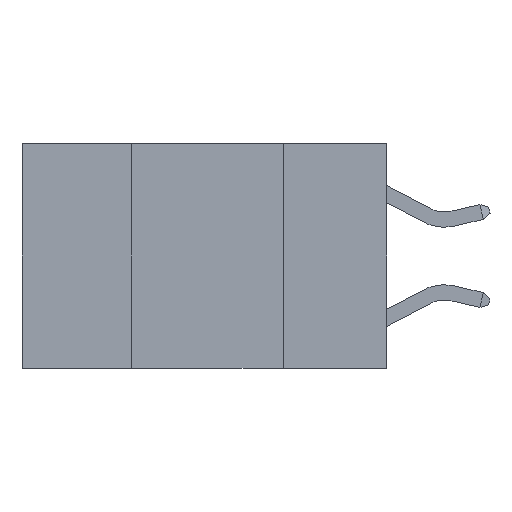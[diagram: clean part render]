
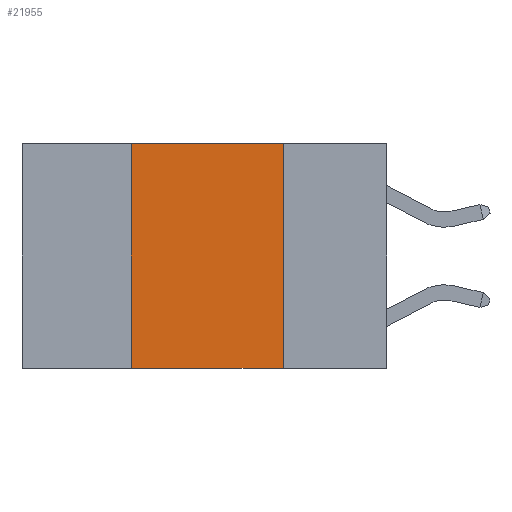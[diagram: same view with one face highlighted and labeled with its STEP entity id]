
A CAD part, left-side view. The second image highlights one B-rep face of the part: STEP entity #21955.
In plain terms, the highlighted planar face has unit normal (-1, 0, 0).
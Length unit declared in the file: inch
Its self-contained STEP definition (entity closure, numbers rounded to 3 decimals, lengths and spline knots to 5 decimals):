
#187 = VECTOR ( 'NONE', #26925, 39.37008 ) ;
#576 = CARTESIAN_POINT ( 'NONE',  ( 0., 0.17, -0.37 ) ) ;
#1096 = EDGE_CURVE ( 'NONE', #14107, #10616, #6233, .T. ) ;
#2689 = DIRECTION ( 'NONE',  ( 0., 0., -1. ) ) ;
#2852 = VECTOR ( 'NONE', #5939, 39.37008 ) ;
#3369 = LINE ( 'NONE', #29657, #187 ) ;
#4977 = DIRECTION ( 'NONE',  ( 1., 0., 0. ) ) ;
#4992 = AXIS2_PLACEMENT_3D ( 'NONE', #14650, #4977, #2689 ) ;
#5398 = PLANE ( 'NONE',  #4992 ) ;
#5426 = CARTESIAN_POINT ( 'NONE',  ( 0., 0.17, 0. ) ) ;
#5863 = LINE ( 'NONE', #12831, #12358 ) ;
#5939 = DIRECTION ( 'NONE',  ( 0., -1., 0. ) ) ;
#6233 = LINE ( 'NONE', #21993, #2852 ) ;
#6658 = ORIENTED_EDGE ( 'NONE', *, *, #23373, .F. ) ;
#7371 = VERTEX_POINT ( 'NONE', #576 ) ;
#8806 = EDGE_CURVE ( 'NONE', #10616, #7371, #10411, .T. ) ;
#10411 = LINE ( 'NONE', #5426, #12042 ) ;
#10549 = DIRECTION ( 'NONE',  ( 0., -1., 0. ) ) ;
#10585 = CARTESIAN_POINT ( 'NONE',  ( 0., 0.42, -0.37 ) ) ;
#10616 = VERTEX_POINT ( 'NONE', #24339 ) ;
#12042 = VECTOR ( 'NONE', #17127, 39.37008 ) ;
#12358 = VECTOR ( 'NONE', #10549, 39.37008 ) ;
#12831 = CARTESIAN_POINT ( 'NONE',  ( 0., 0.6, -0.37 ) ) ;
#14107 = VERTEX_POINT ( 'NONE', #17360 ) ;
#14495 = ORIENTED_EDGE ( 'NONE', *, *, #1096, .F. ) ;
#14650 = CARTESIAN_POINT ( 'NONE',  ( 0., 0.6, 0. ) ) ;
#15230 = VERTEX_POINT ( 'NONE', #10585 ) ;
#16947 = ORIENTED_EDGE ( 'NONE', *, *, #27415, .T. ) ;
#17127 = DIRECTION ( 'NONE',  ( 0., 0., -1. ) ) ;
#17360 = CARTESIAN_POINT ( 'NONE',  ( 0., 0.42, 0. ) ) ;
#21955 = ADVANCED_FACE ( 'NONE', ( #26126 ), #5398, .F. ) ;
#21993 = CARTESIAN_POINT ( 'NONE',  ( 0., 0.6, 0. ) ) ;
#22448 = ORIENTED_EDGE ( 'NONE', *, *, #8806, .F. ) ;
#23373 = EDGE_CURVE ( 'NONE', #15230, #14107, #3369, .T. ) ;
#24339 = CARTESIAN_POINT ( 'NONE',  ( 0., 0.17, 0. ) ) ;
#26126 = FACE_OUTER_BOUND ( 'NONE', #29078, .T. ) ;
#26925 = DIRECTION ( 'NONE',  ( 0., 0., 1. ) ) ;
#27415 = EDGE_CURVE ( 'NONE', #15230, #7371, #5863, .T. ) ;
#29078 = EDGE_LOOP ( 'NONE', ( #22448, #14495, #6658, #16947 ) ) ;
#29657 = CARTESIAN_POINT ( 'NONE',  ( 0., 0.42, 0. ) ) ;
